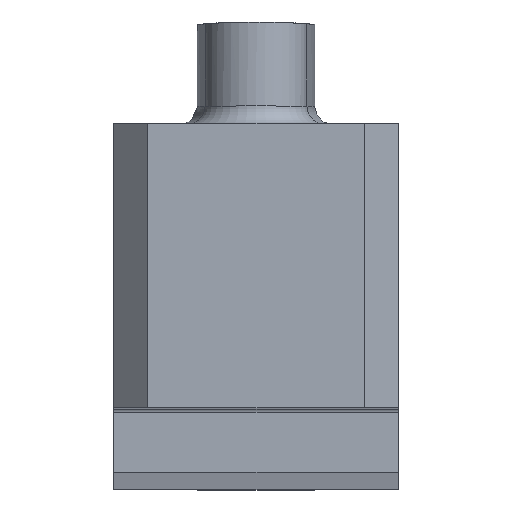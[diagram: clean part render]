
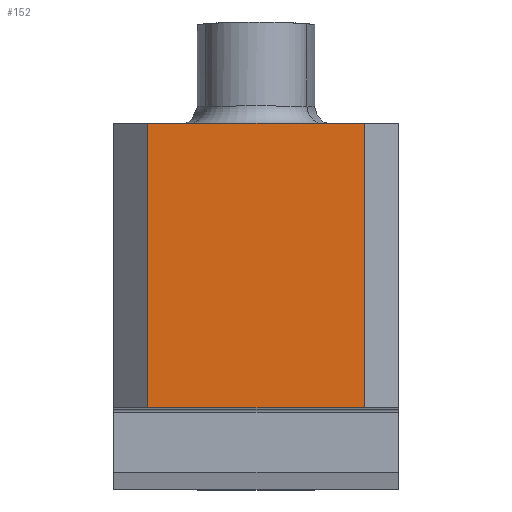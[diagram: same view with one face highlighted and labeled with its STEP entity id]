
A CAD part, top view. The second image highlights one B-rep face of the part: STEP entity #152.
In plain terms, the highlighted planar face has unit normal (0, 0, 1).
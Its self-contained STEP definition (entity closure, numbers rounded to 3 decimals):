
#152=ADVANCED_FACE('CU_BACK_SU1',(#218),#189,.F.);
#189=PLANE('',#982);
#218=FACE_OUTER_BOUND('',#257,.T.);
#257=EDGE_LOOP('',(#451,#452,#453,#454));
#451=ORIENTED_EDGE('',*,*,#734,.F.);
#452=ORIENTED_EDGE('',*,*,#735,.T.);
#453=ORIENTED_EDGE('',*,*,#736,.T.);
#454=ORIENTED_EDGE('',*,*,#737,.F.);
#639=VERTEX_POINT('',#1570);
#640=VERTEX_POINT('',#1571);
#641=VERTEX_POINT('',#1573);
#642=VERTEX_POINT('',#1575);
#734=EDGE_CURVE('',#639,#640,#812,.T.);
#735=EDGE_CURVE('',#639,#641,#813,.T.);
#736=EDGE_CURVE('',#641,#642,#814,.T.);
#737=EDGE_CURVE('',#640,#642,#815,.T.);
#812=LINE('',#1569,#871);
#813=LINE('',#1572,#872);
#814=LINE('',#1574,#873);
#815=LINE('',#1576,#874);
#871=VECTOR('',#1159,1.);
#872=VECTOR('',#1160,1.);
#873=VECTOR('',#1161,1.);
#874=VECTOR('',#1162,1.);
#982=AXIS2_PLACEMENT_3D('',#1577,#1163,#1164);
#1159=DIRECTION('',(0.,1.,0.));
#1160=DIRECTION('',(1.,0.,0.));
#1161=DIRECTION('',(0.,1.,0.));
#1162=DIRECTION('',(1.,0.,0.));
#1163=DIRECTION('',(0.,0.,-1.));
#1164=DIRECTION('',(-1.,0.,0.));
#1569=CARTESIAN_POINT('',(-21.925,0.,0.));
#1570=CARTESIAN_POINT('',(-21.925,0.,0.));
#1571=CARTESIAN_POINT('',(-21.925,24.925,0.));
#1572=CARTESIAN_POINT('',(-110.,0.,0.));
#1573=CARTESIAN_POINT('',(-3.,0.,0.));
#1574=CARTESIAN_POINT('',(-3.,0.,0.));
#1575=CARTESIAN_POINT('',(-3.,24.925,0.));
#1576=CARTESIAN_POINT('',(-110.,24.925,0.));
#1577=CARTESIAN_POINT('',(23.246,44.925,0.));
